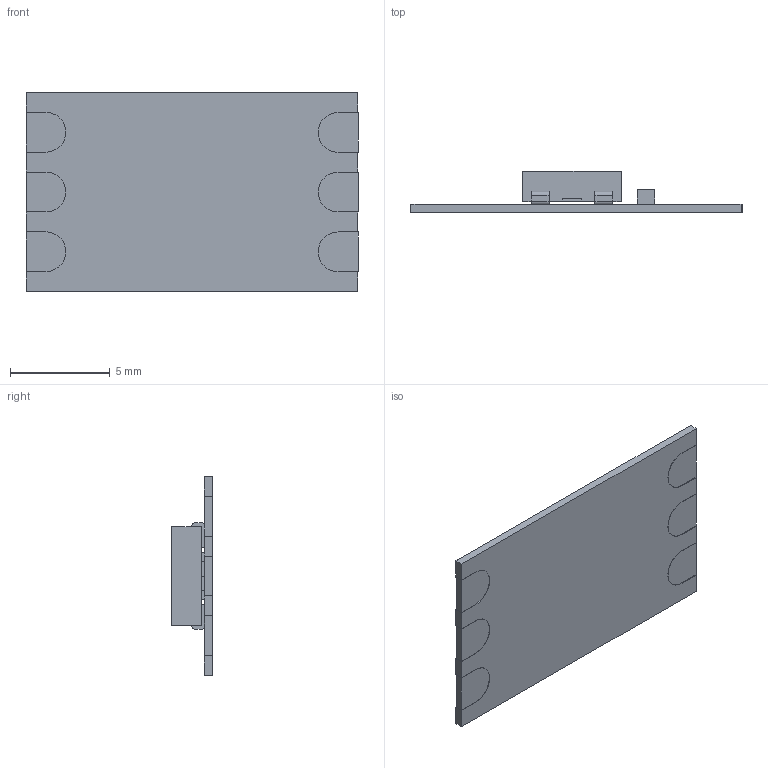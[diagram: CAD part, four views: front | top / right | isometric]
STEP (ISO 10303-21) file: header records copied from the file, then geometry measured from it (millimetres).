
FILE_DESCRIPTION(/* description */ (''),/* implementation_level */ '2;1');
FILE_NAME(/* name */ 'WS2812B Black 60leds_m v7.step',/* time_stamp */ '2018-03-23T15:51:18+01:00',/* author */ ('JujuGG'),/* organization */ (''),/* preprocessor_version */ 'ST-DEVELOPER v16.13',/* originating_system */ 'Autodesk Translation Framework v6.5.0.72',/* authorisation */ '');
FILE_SCHEMA (('AUTOMOTIVE_DESIGN { 1 0 10303 214 3 1 1 }'));
Length unit declared in the file: millimetre
Products named in the file (2): WS2812B Black 60leds/m; WS2812_RGB_LED_updated v3
Assembly tree (1 placements, depth 2):
  WS2812B Black 60leds/m
    WS2812_RGB_LED_updated v3
Bounding box: 16.67 x 2.05 x 10 mm (x, y, z)
Volume: 104.9 mm3; surface area: 507.2 mm2
Topology: 12 solids, 12 shells, 871 faces, 2468 edges, 1650 vertices
Faces by surface type: bspline 552, plane 288, cylinder 29, cone 2
Full cylindrical faces by diameter (mm): 1.146 x1, 3.9 x1
Entity records: 33397 total; most frequent: CARTESIAN_POINT 14376, ORIENTED_EDGE 4936, EDGE_CURVE 2468, DIRECTION 2088, VERTEX_POINT 1650, LINE 1284, VECTOR 1284, B_SPLINE_CURVE_WITH_KNOTS 1104
